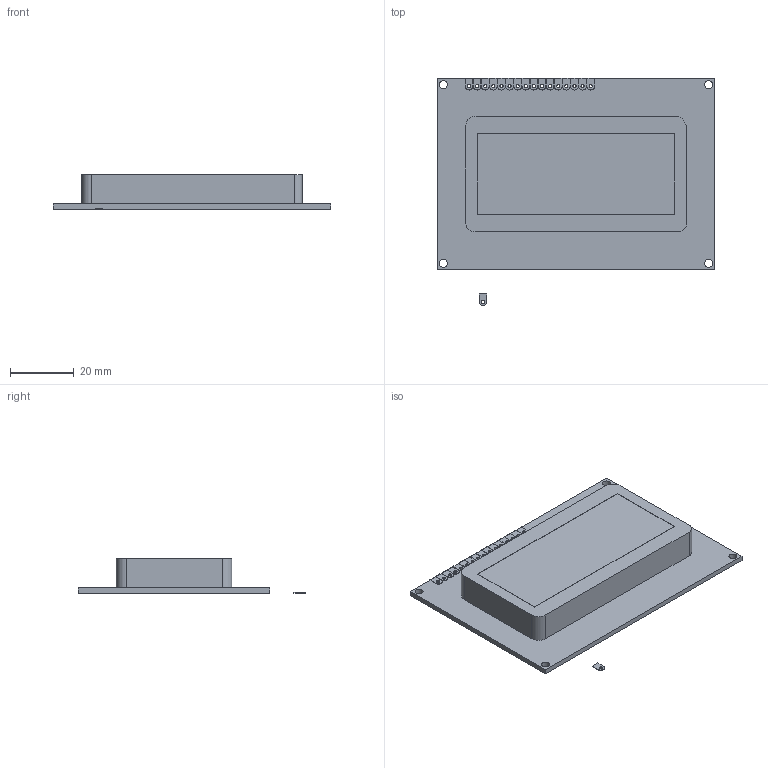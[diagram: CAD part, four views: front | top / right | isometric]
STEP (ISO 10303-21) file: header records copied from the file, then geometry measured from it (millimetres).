
FILE_DESCRIPTION(('FreeCAD Model'),'2;1');
FILE_NAME( 'AGM 1604A-818.step', '2020-10-26T13:57:44',('Author'),(''), 'Open CASCADE STEP processor 7.3','FreeCAD','Unknown');
FILE_SCHEMA(('AUTOMOTIVE_DESIGN { 1 0 10303 214 1 1 1 1 }'));
Length unit declared in the file: millimetre
Products named in the file (5): Array; Metal; LCD; Placa; Terminais
Bounding box: 87 x 71.26 x 10.7 mm (x, y, z)
Volume: 34155.7 mm3; surface area: 24039 mm2
Topology: 20 solids, 20 shells, 166 faces, 375 edges, 250 vertices
Faces by surface type: plane 108, cylinder 58
Full cylindrical faces by diameter (mm): 1 x33, 2.5 x4
Entity records: 5005 total; most frequent: DIRECTION 825, CARTESIAN_POINT 792, ORIENTED_EDGE 750, EDGE_CURVE 375, AXIS2_PLACEMENT_3D 283, LINE 259, VECTOR 259, VERTEX_POINT 250
